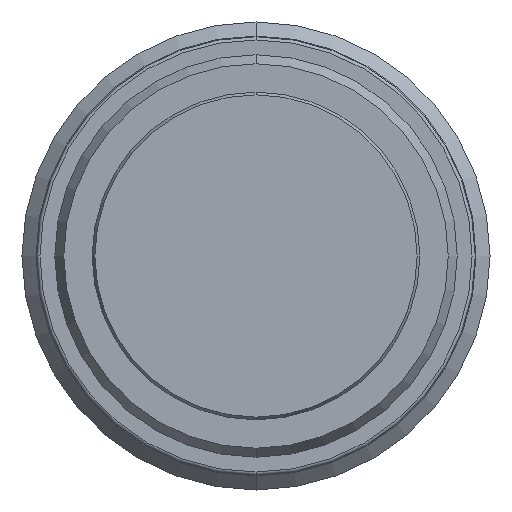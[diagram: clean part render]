
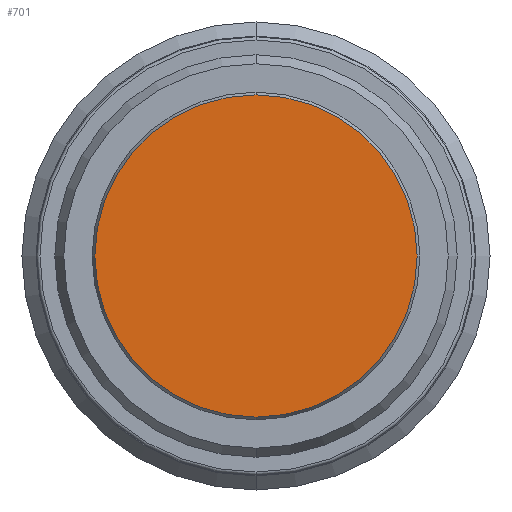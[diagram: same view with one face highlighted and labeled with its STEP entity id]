
A CAD part, front view. The second image highlights one B-rep face of the part: STEP entity #701.
In plain terms, the highlighted planar face has unit normal (0, -1, 0).
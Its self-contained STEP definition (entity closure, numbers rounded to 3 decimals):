
#205=PLANE('',#2847);
#701=ADVANCED_FACE('',(#893),#205,.T.);
#893=FACE_OUTER_BOUND('',#1050,.T.);
#1050=EDGE_LOOP('',(#1402,#1403));
#1402=ORIENTED_EDGE('',*,*,#2175,.F.);
#1403=ORIENTED_EDGE('',*,*,#2282,.F.);
#1944=VERTEX_POINT('',#4006);
#1945=VERTEX_POINT('',#4007);
#2175=EDGE_CURVE('',#1944,#1945,#2553,.T.);
#2282=EDGE_CURVE('',#1945,#1944,#2598,.T.);
#2553=CIRCLE('',#2756,10.327);
#2598=CIRCLE('',#2845,10.327);
#2756=AXIS2_PLACEMENT_3D('',#4005,#3140,#3141);
#2845=AXIS2_PLACEMENT_3D('',#4288,#3360,#3361);
#2847=AXIS2_PLACEMENT_3D('',#4290,#3364,#3365);
#3140=DIRECTION('',(0.,1.,0.));
#3141=DIRECTION('',(0.,0.,1.));
#3360=DIRECTION('',(0.,1.,0.));
#3361=DIRECTION('',(0.,0.,1.));
#3364=DIRECTION('',(0.,-1.,0.));
#3365=DIRECTION('',(0.,0.,-1.));
#4005=CARTESIAN_POINT('',(0.,-2.5,0.));
#4006=CARTESIAN_POINT('',(0.,-2.5,10.327));
#4007=CARTESIAN_POINT('',(0.,-2.5,-10.327));
#4288=CARTESIAN_POINT('',(0.,-2.5,0.));
#4290=CARTESIAN_POINT('',(0.,-2.5,0.));
